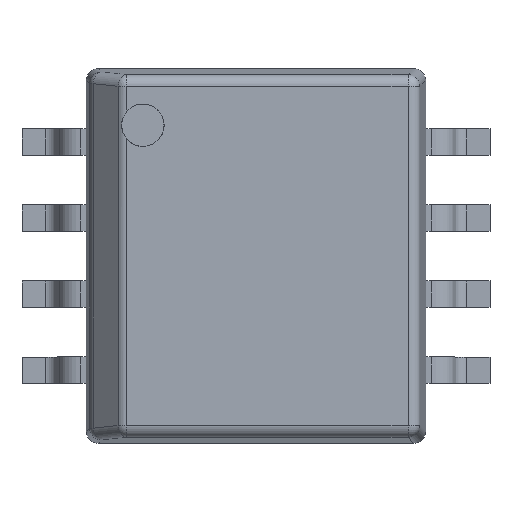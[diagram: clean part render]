
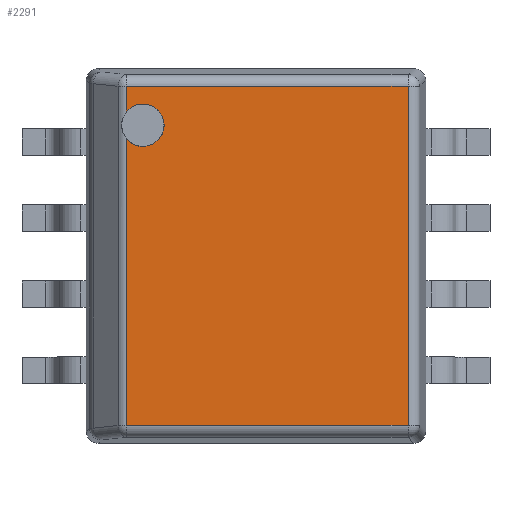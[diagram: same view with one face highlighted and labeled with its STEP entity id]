
A CAD part, top view. The second image highlights one B-rep face of the part: STEP entity #2291.
In plain terms, the highlighted planar face has unit normal (0, 0, 1).
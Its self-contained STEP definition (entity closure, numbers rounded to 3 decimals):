
#2085 = VERTEX_POINT('',#2086);
#2086 = CARTESIAN_POINT('',(2.75,0.15,1.3));
#2093 = EDGE_CURVE('',#2094,#2085,#2096,.T.);
#2094 = VERTEX_POINT('',#2095);
#2095 = CARTESIAN_POINT('',(0.341,0.15,1.3));
#2096 = LINE('',#2097,#2098);
#2097 = CARTESIAN_POINT('',(0.3,0.15,1.3));
#2098 = VECTOR('',#2099,1.);
#2099 = DIRECTION('',(1.,0.,0.));
#2168 = VERTEX_POINT('',#2169);
#2169 = CARTESIAN_POINT('',(0.341,3.05,1.3));
#2176 = EDGE_CURVE('',#2168,#2177,#2179,.T.);
#2177 = VERTEX_POINT('',#2178);
#2178 = CARTESIAN_POINT('',(2.75,3.05,1.3));
#2179 = LINE('',#2180,#2181);
#2180 = CARTESIAN_POINT('',(0.3,3.05,1.3));
#2181 = VECTOR('',#2182,1.);
#2182 = DIRECTION('',(1.,0.,0.));
#2206 = EDGE_CURVE('',#2085,#2177,#2207,.T.);
#2207 = LINE('',#2208,#2209);
#2208 = CARTESIAN_POINT('',(2.75,0.06,1.3));
#2209 = VECTOR('',#2210,1.);
#2210 = DIRECTION('',(0.,1.,0.));
#2291 = ADVANCED_FACE('',(#2292),#2329,.T.);
#2292 = FACE_BOUND('',#2293,.T.);
#2293 = EDGE_LOOP('',(#2294,#2295,#2303,#2312,#2321,#2327,#2328));
#2294 = ORIENTED_EDGE('',*,*,#2176,.F.);
#2295 = ORIENTED_EDGE('',*,*,#2296,.F.);
#2296 = EDGE_CURVE('',#2297,#2168,#2299,.T.);
#2297 = VERTEX_POINT('',#2298);
#2298 = CARTESIAN_POINT('',(0.341,2.829,1.3));
#2299 = LINE('',#2300,#2301);
#2300 = CARTESIAN_POINT('',(0.341,0.06,1.3));
#2301 = VECTOR('',#2302,1.);
#2302 = DIRECTION('',(0.,1.,0.));
#2303 = ORIENTED_EDGE('',*,*,#2304,.F.);
#2304 = EDGE_CURVE('',#2305,#2297,#2307,.T.);
#2305 = VERTEX_POINT('',#2306);
#2306 = CARTESIAN_POINT('',(0.665,2.717,1.3));
#2307 = CIRCLE('',#2308,0.181);
#2308 = AXIS2_PLACEMENT_3D('',#2309,#2310,#2311);
#2309 = CARTESIAN_POINT('',(0.483,2.717,1.3));
#2310 = DIRECTION('',(0.,0.,1.));
#2311 = DIRECTION('',(1.,0.,0.));
#2312 = ORIENTED_EDGE('',*,*,#2313,.F.);
#2313 = EDGE_CURVE('',#2314,#2305,#2316,.T.);
#2314 = VERTEX_POINT('',#2315);
#2315 = CARTESIAN_POINT('',(0.341,2.604,1.3));
#2316 = CIRCLE('',#2317,0.181);
#2317 = AXIS2_PLACEMENT_3D('',#2318,#2319,#2320);
#2318 = CARTESIAN_POINT('',(0.483,2.717,1.3));
#2319 = DIRECTION('',(0.,0.,1.));
#2320 = DIRECTION('',(1.,0.,0.));
#2321 = ORIENTED_EDGE('',*,*,#2322,.F.);
#2322 = EDGE_CURVE('',#2094,#2314,#2323,.T.);
#2323 = LINE('',#2324,#2325);
#2324 = CARTESIAN_POINT('',(0.341,0.06,1.3));
#2325 = VECTOR('',#2326,1.);
#2326 = DIRECTION('',(0.,1.,0.));
#2327 = ORIENTED_EDGE('',*,*,#2093,.T.);
#2328 = ORIENTED_EDGE('',*,*,#2206,.T.);
#2329 = PLANE('',#2330);
#2330 = AXIS2_PLACEMENT_3D('',#2331,#2332,#2333);
#2331 = CARTESIAN_POINT('',(0.,0.,1.3));
#2332 = DIRECTION('',(0.,0.,1.));
#2333 = DIRECTION('',(1.,0.,0.));
